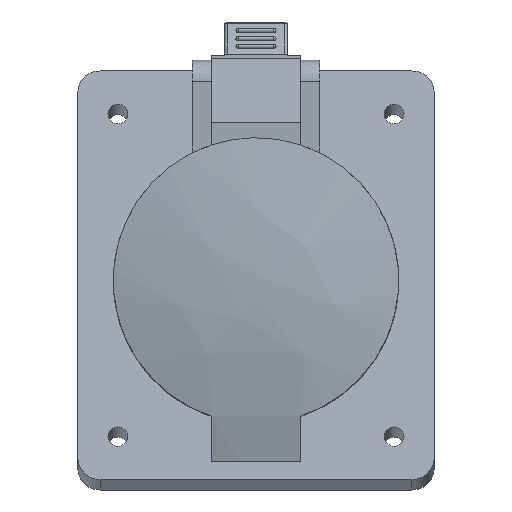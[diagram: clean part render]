
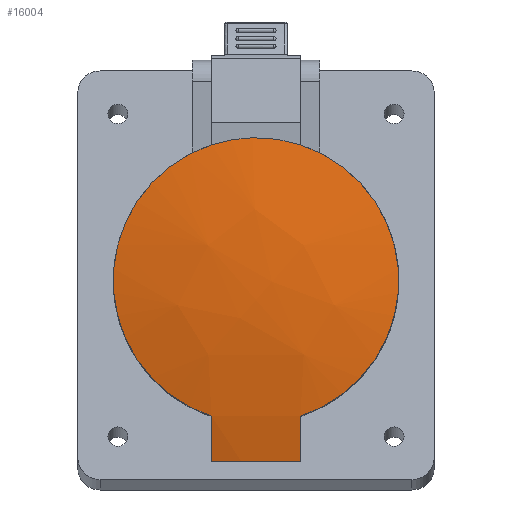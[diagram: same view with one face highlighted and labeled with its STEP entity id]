
A CAD part, top view. The second image highlights one B-rep face of the part: STEP entity #16004.
In plain terms, the highlighted free-form (B-spline) face has degree [3, 3] with [4, 4] control points.
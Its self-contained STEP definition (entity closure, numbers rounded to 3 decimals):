
#68 = CARTESIAN_POINT ( 'NONE',  ( 10., -33.886, 39.172 ) ) ;
#275 = CARTESIAN_POINT ( 'NONE',  ( 10., -30.45, 39.886 ) ) ;
#433 = CARTESIAN_POINT ( 'NONE',  ( -10., 30.45, 39.886 ) ) ;
#624 = VERTEX_POINT ( 'NONE', #6501 ) ;
#934 = VERTEX_POINT ( 'NONE', #9358 ) ;
#1602 = VERTEX_POINT ( 'NONE', #4042 ) ;
#1741 = CARTESIAN_POINT ( 'NONE',  ( 31.827, 32.546, 36.276 ) ) ;
#1925 = DIRECTION ( 'NONE',  ( 0., 0., 1. ) ) ;
#2648 = EDGE_CURVE ( 'NONE', #1602, #3872, #3630, .T. ) ;
#2687 = CARTESIAN_POINT ( 'NONE',  ( 1.706, 32.007, 39.886 ) ) ;
#2701 = VERTEX_POINT ( 'NONE', #12388 ) ;
#2719 = EDGE_CURVE ( 'NONE', #2701, #4856, #10159, .T. ) ;
#2811 = EDGE_LOOP ( 'NONE', ( #11118, #9443, #12334, #14700, #15878, #8548 ) ) ;
#2988 = CARTESIAN_POINT ( 'NONE',  ( 10.633, -40.55, 38.935 ) ) ;
#3081 = FACE_OUTER_BOUND ( 'NONE', #2811, .T. ) ;
#3171 = CARTESIAN_POINT ( 'NONE',  ( -11.128, -16.602, 45.713 ) ) ;
#3630 = CIRCLE ( 'NONE', #12420, 32.05 ) ;
#3857 = CARTESIAN_POINT ( 'NONE',  ( 0., -40.55, -106.65 ) ) ;
#3872 = VERTEX_POINT ( 'NONE', #7855 ) ;
#4042 = CARTESIAN_POINT ( 'NONE',  ( -10., 30.45, 39.886 ) ) ;
#4300 = CARTESIAN_POINT ( 'NONE',  ( -10., -37.255, 38.346 ) ) ;
#4849 = CIRCLE ( 'NONE', #6740, 144.415 ) ;
#4856 = VERTEX_POINT ( 'NONE', #275 ) ;
#5285 = DIRECTION ( 'NONE',  ( 0., 0., -1. ) ) ;
#5306 = B_SPLINE_CURVE_WITH_KNOTS ( 'NONE', 3,
 ( #8748, #14127, #7645, #6391, #16372, #16523, #2687, #8997, #12894, #14044, #6468, #13809, #6561, #11639, #7485, #433 ),
 .UNSPECIFIED., .F., .F.,
 ( 4, 2, 2, 2, 2, 2, 2, 4 ),
 ( 0., 0.25, 0.375, 0.437, 0.5, 0.625, 0.75, 1. ),
 .UNSPECIFIED. ) ;
#5309 = CARTESIAN_POINT ( 'NONE',  ( -10., -30.45, 39.886 ) ) ;
#5519 = CARTESIAN_POINT ( 'NONE',  ( -31.389, -40.55, 34.312 ) ) ;
#5604 = CARTESIAN_POINT ( 'NONE',  ( 31.389, -40.55, 34.312 ) ) ;
#5685 = CARTESIAN_POINT ( 'NONE',  ( -11.178, 8.264, 46.403 ) ) ;
#6296 = CARTESIAN_POINT ( 'NONE',  ( 10., -30.45, 39.886 ) ) ;
#6391 = CARTESIAN_POINT ( 'NONE',  ( 4.23, 31.781, 39.886 ) ) ;
#6468 = CARTESIAN_POINT ( 'NONE',  ( -1.684, 32.017, 39.886 ) ) ;
#6501 = CARTESIAN_POINT ( 'NONE',  ( 10., 30.45, 39.886 ) ) ;
#6561 = CARTESIAN_POINT ( 'NONE',  ( -4.22, 31.782, 39.886 ) ) ;
#6740 = AXIS2_PLACEMENT_3D ( 'NONE', #3857, #12961, #5285 ) ;
#7144 = DIRECTION ( 'NONE',  ( 0., -1., 0. ) ) ;
#7262 = DIRECTION ( 'NONE',  ( 0., 0., 1. ) ) ;
#7485 = CARTESIAN_POINT ( 'NONE',  ( -8.383, 30.981, 39.886 ) ) ;
#7645 = CARTESIAN_POINT ( 'NONE',  ( 6.741, 31.379, 39.886 ) ) ;
#7767 = AXIS2_PLACEMENT_3D ( 'NONE', #8554, #1925, #7144 ) ;
#7855 = CARTESIAN_POINT ( 'NONE',  ( -10., -30.45, 39.886 ) ) ;
#8080 = CARTESIAN_POINT ( 'NONE',  ( -10., -40.55, 37.418 ) ) ;
#8288 = CARTESIAN_POINT ( 'NONE',  ( -33., 8.264, 41.544 ) ) ;
#8448 = CARTESIAN_POINT ( 'NONE',  ( -10.633, -40.55, 38.935 ) ) ;
#8548 = ORIENTED_EDGE ( 'NONE', *, *, #8684, .T. ) ;
#8554 = CARTESIAN_POINT ( 'NONE',  ( 0., 0., 39.886 ) ) ;
#8684 = EDGE_CURVE ( 'NONE', #3872, #934, #15120, .T. ) ;
#8748 = CARTESIAN_POINT ( 'NONE',  ( 10., 30.45, 39.886 ) ) ;
#8997 = CARTESIAN_POINT ( 'NONE',  ( 0.862, 32.041, 39.886 ) ) ;
#9358 = CARTESIAN_POINT ( 'NONE',  ( -10., -40.55, 37.418 ) ) ;
#9403 = EDGE_CURVE ( 'NONE', #934, #2701, #4849, .T. ) ;
#9443 = ORIENTED_EDGE ( 'NONE', *, *, #2719, .T. ) ;
#9444 = CARTESIAN_POINT ( 'NONE',  ( 11.128, -16.602, 45.713 ) ) ;
#10159 = B_SPLINE_CURVE_WITH_KNOTS ( 'NONE', 3,
 ( #13160, #12725, #68, #6296 ),
 .UNSPECIFIED., .F., .F.,
 ( 4, 4 ),
 ( 0., 1. ),
 .UNSPECIFIED. ) ;
#10414 = CARTESIAN_POINT ( 'NONE',  ( -10., -33.886, 39.172 ) ) ;
#10621 = CARTESIAN_POINT ( 'NONE',  ( -32.851, -16.602, 40.876 ) ) ;
#10775 = CARTESIAN_POINT ( 'NONE',  ( -10.781, 32.546, 40.963 ) ) ;
#11118 = ORIENTED_EDGE ( 'NONE', *, *, #9403, .T. ) ;
#11639 = CARTESIAN_POINT ( 'NONE',  ( -6.736, 31.38, 39.886 ) ) ;
#12024 = CARTESIAN_POINT ( 'NONE',  ( 33., 8.264, 41.544 ) ) ;
#12109 = CARTESIAN_POINT ( 'NONE',  ( 10.781, 32.546, 40.963 ) ) ;
#12334 = ORIENTED_EDGE ( 'NONE', *, *, #14636, .T. ) ;
#12388 = CARTESIAN_POINT ( 'NONE',  ( 10., -40.55, 37.418 ) ) ;
#12420 = AXIS2_PLACEMENT_3D ( 'NONE', #13757, #7262, #13595 ) ;
#12725 = CARTESIAN_POINT ( 'NONE',  ( 10., -37.255, 38.346 ) ) ;
#12894 = CARTESIAN_POINT ( 'NONE',  ( 0.441, 32.05, 39.886 ) ) ;
#12961 = DIRECTION ( 'NONE',  ( 0., 1., 0. ) ) ;
#13160 = CARTESIAN_POINT ( 'NONE',  ( 10., -40.55, 37.418 ) ) ;
#13183 = CARTESIAN_POINT ( 'NONE',  ( 11.178, 8.264, 46.403 ) ) ;
#13331 = EDGE_CURVE ( 'NONE', #624, #1602, #5306, .T. ) ;
#13516 = CARTESIAN_POINT ( 'NONE',  ( -31.827, 32.546, 36.276 ) ) ;
#13595 = DIRECTION ( 'NONE',  ( 0., -1., 0. ) ) ;
#13757 = CARTESIAN_POINT ( 'NONE',  ( 0., 0., 39.886 ) ) ;
#13809 = CARTESIAN_POINT ( 'NONE',  ( -3.375, 31.883, 39.886 ) ) ;
#14044 = CARTESIAN_POINT ( 'NONE',  ( -0.836, 32.05, 39.886 ) ) ;
#14127 = CARTESIAN_POINT ( 'NONE',  ( 8.386, 30.98, 39.886 ) ) ;
#14636 = EDGE_CURVE ( 'NONE', #4856, #624, #14944, .T. ) ;
#14663 = CARTESIAN_POINT ( 'NONE',  ( 32.851, -16.602, 40.876 ) ) ;
#14700 = ORIENTED_EDGE ( 'NONE', *, *, #13331, .T. ) ;
#14944 = CIRCLE ( 'NONE', #7767, 32.05 ) ;
#15120 = B_SPLINE_CURVE_WITH_KNOTS ( 'NONE', 3,
 ( #5309, #10414, #4300, #8080 ),
 .UNSPECIFIED., .F., .F.,
 ( 4, 4 ),
 ( 0., 1. ),
 .UNSPECIFIED. ) ;
#15328 =( BOUNDED_SURFACE ( )  B_SPLINE_SURFACE ( 3, 3, ( 
 ( #5604, #2988, #8448, #5519 ),
 ( #14663, #9444, #3171, #10621 ),
 ( #12024, #13183, #5685, #8288 ),
 ( #1741, #12109, #10775, #13516 ) ),
 .UNSPECIFIED., .F., .F., .F. ) 
 B_SPLINE_SURFACE_WITH_KNOTS ( ( 4, 4 ),
 ( 4, 4 ),
 ( 0., 1. ),
 ( 0., 1. ),
 .UNSPECIFIED. ) 
 GEOMETRIC_REPRESENTATION_ITEM ( )  RATIONAL_B_SPLINE_SURFACE ( (
 ( 1., 0.984, 0.984, 1.),
 ( 0.98, 0.964, 0.964, 0.98),
 ( 0.98, 0.964, 0.964, 0.98),
 ( 1., 0.984, 0.984, 1.) ) ) 
 REPRESENTATION_ITEM ( '' )  SURFACE ( )  );
#15878 = ORIENTED_EDGE ( 'NONE', *, *, #2648, .T. ) ;
#16004 = ADVANCED_FACE ( 'NONE', ( #3081 ), #15328, .T. ) ;
#16372 = CARTESIAN_POINT ( 'NONE',  ( 3.391, 31.881, 39.886 ) ) ;
#16523 = CARTESIAN_POINT ( 'NONE',  ( 2.128, 31.982, 39.886 ) ) ;
